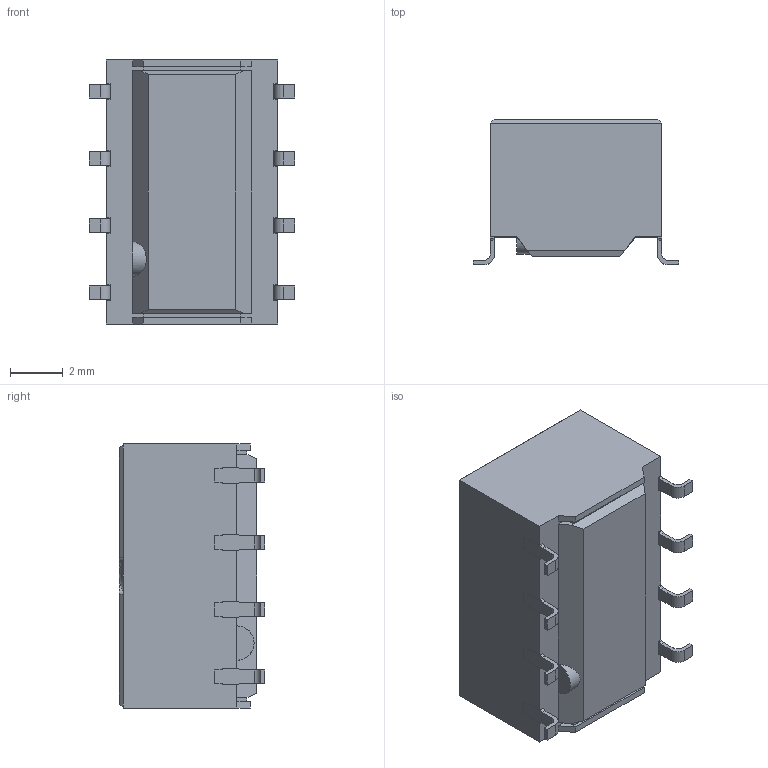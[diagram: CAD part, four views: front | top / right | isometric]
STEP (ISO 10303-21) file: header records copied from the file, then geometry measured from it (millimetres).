
FILE_DESCRIPTION (( 'STEP AP214' ), '1' );
FILE_NAME ('G6K-2F-DC5.STEP', '2022-02-15T12:40:20', ( '' ), ( '' ), 'SwSTEP 2.0', 'SolidWorks 2018', '' );
FILE_SCHEMA (( 'AUTOMOTIVE_DESIGN' ));
Length unit declared in the file: millimetre
Products named in the file (2): G6K-2F-DC5
Bounding box: 7.8 x 5.5 x 10 mm (x, y, z)
Volume: 318 mm3; surface area: 319.6 mm2
Topology: 9 solids, 9 shells, 252 faces, 687 edges, 454 vertices
Faces by surface type: plane 232, cylinder 18, torus 2
Entity records: 10005 total; most frequent: CARTESIAN_POINT 1398, ORIENTED_EDGE 1374, DIRECTION 1235, EDGE_CURVE 687, LINE 645, VECTOR 645, VERTEX_POINT 454, AXIS2_PLACEMENT_3D 295
